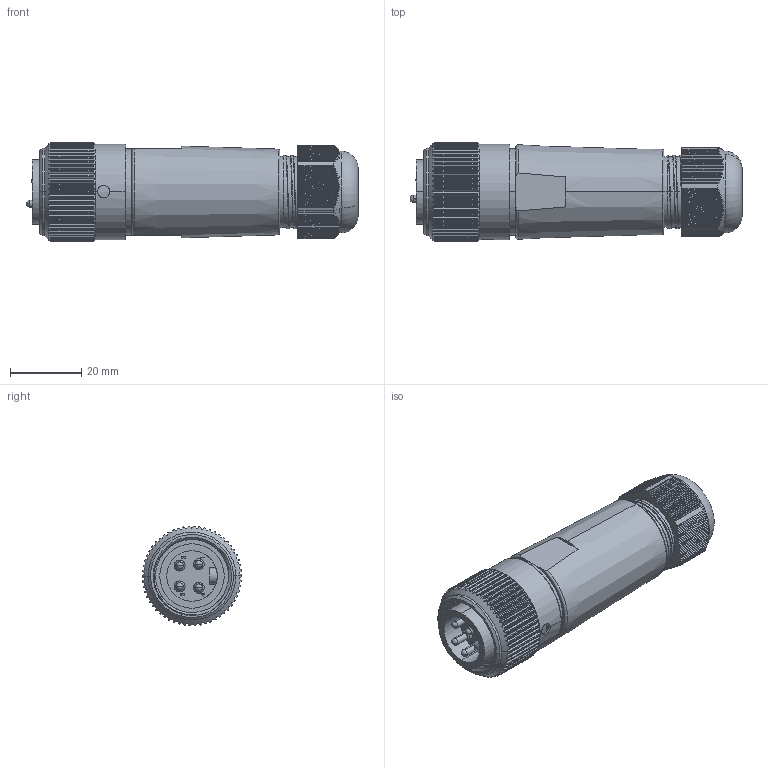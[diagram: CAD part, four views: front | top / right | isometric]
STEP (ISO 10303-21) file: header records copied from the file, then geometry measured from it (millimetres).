
FILE_DESCRIPTION (( 'STEP AP214' ), '1' );
FILE_NAME ('MIN-4MP-FW.STEP', '2015-08-13T16:05:15', ( 'IT' ), ( '' ), 'SwSTEP 2.0', 'SolidWorks 2015', '' );
FILE_SCHEMA (( 'AUTOMOTIVE_DESIGN' ));
Length unit declared in the file: millimetre
Products named in the file (1): MIN-4MP-FW
Bounding box: 93.49 x 28 x 27.98 mm (x, y, z)
Volume: 43164.1 mm3; surface area: 12256.3 mm2
Topology: 1 solids, 1 shells, 855 faces, 2473 edges, 1632 vertices
Faces by surface type: plane 461, cylinder 324, bspline 27, cone 21, torus 14, sphere 8
Entity records: 43191 total; most frequent: CARTESIAN_POINT 13226, ORIENTED_EDGE 4930, DIRECTION 3370, EDGE_CURVE 2465, VERTEX_POINT 1632, VECTOR 1154, LINE 1154, AXIS2_PLACEMENT_3D 1108
